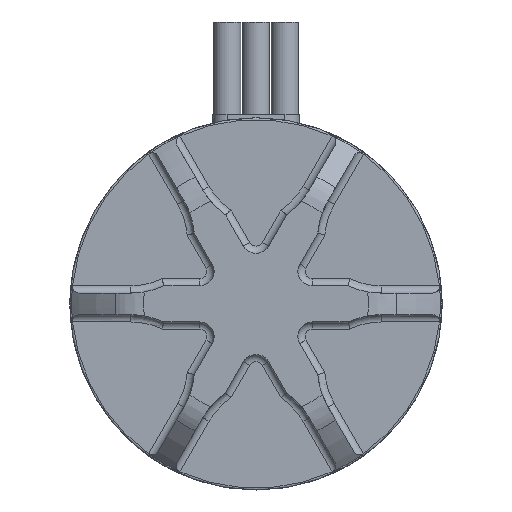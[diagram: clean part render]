
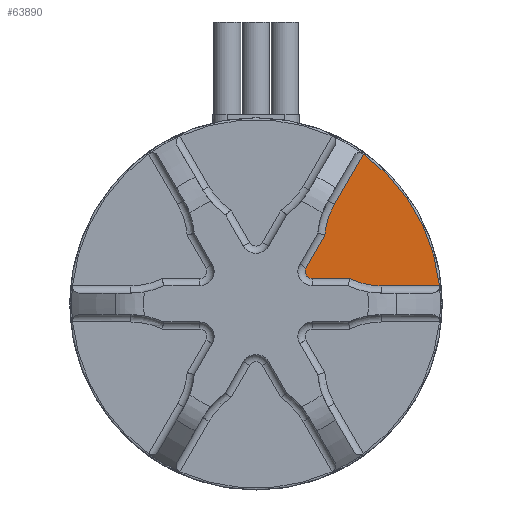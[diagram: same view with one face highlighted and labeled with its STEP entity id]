
A CAD part, front view. The second image highlights one B-rep face of the part: STEP entity #63890.
In plain terms, the highlighted planar face has unit normal (0, -1, 0).
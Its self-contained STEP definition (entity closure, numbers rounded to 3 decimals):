
#52580=CARTESIAN_POINT('',(0.,0.,0.));
#52590=DIRECTION('',(0.,1.,0.));
#52600=DIRECTION('',(0.,0.,1.));
#52610=AXIS2_PLACEMENT_3D('',#52580,#52590,#52600);
#52620=PLANE('',#52610);
#53140=CARTESIAN_POINT('',(0.,0.,0.));
#53150=DIRECTION('',(0.,-1.,0.));
#53160=DIRECTION('',(-1.,0.,0.));
#53170=AXIS2_PLACEMENT_3D('',#53140,#53150,#53160);
#53180=CIRCLE('',#53170,25.5);
#63240=CARTESIAN_POINT('',(25.377,0.,
2.5));
#63250=VERTEX_POINT('',#63240);
#63260=CARTESIAN_POINT('',(14.854,0.,
20.727));
#63270=VERTEX_POINT('',#63260);
#63280=EDGE_CURVE('',#63250,#63270,#53180,.T.);
#63290=ORIENTED_EDGE('',*,*,#63280,.T.);
#63300=CARTESIAN_POINT('',(0.,0.,2.5));
#63310=DIRECTION('',(-1.,0.,0.));
#63320=VECTOR('',#63310,1.);
#63330=LINE('',#63300,#63320);
#63340=CARTESIAN_POINT('',(17.318,0.,2.5));
#63350=VERTEX_POINT('',#63340);
#63360=EDGE_CURVE('',#63250,#63350,#63330,.T.);
#63370=ORIENTED_EDGE('',*,*,#63360,.F.);
#63380=CARTESIAN_POINT('',(17.318,0.,12.4));
#63390=DIRECTION('',(0.,1.,0.));
#63400=DIRECTION('',(1.,0.,0.));
#63410=AXIS2_PLACEMENT_3D('',#63380,#63390,#63400);
#63420=CIRCLE('',#63410,9.9);
#63430=CARTESIAN_POINT('',(12.982,0.,3.5));
#63440=VERTEX_POINT('',#63430);
#63450=EDGE_CURVE('',#63350,#63440,#63420,.T.);
#63460=ORIENTED_EDGE('',*,*,#63450,.F.);
#63470=CARTESIAN_POINT('',(0.,0.,3.5));
#63480=DIRECTION('',(-1.,0.,0.));
#63490=VECTOR('',#63480,1.);
#63500=LINE('',#63470,#63490);
#63510=CARTESIAN_POINT('',(7.794,0.,3.5));
#63520=VERTEX_POINT('',#63510);
#63530=EDGE_CURVE('',#63440,#63520,#63500,.T.);
#63540=ORIENTED_EDGE('',*,*,#63530,.F.);
#63550=CARTESIAN_POINT('',(7.794,0.,4.5));
#63560=DIRECTION('',(0.,1.,0.));
#63570=DIRECTION('',(1.,0.,0.));
#63580=AXIS2_PLACEMENT_3D('',#63550,#63560,#63570);
#63590=CIRCLE('',#63580,1.);
#63600=CARTESIAN_POINT('',(6.928,0.,5.));
#63610=VERTEX_POINT('',#63600);
#63620=EDGE_CURVE('',#63520,#63610,#63590,.T.);
#63630=ORIENTED_EDGE('',*,*,#63620,.F.);
#63640=CARTESIAN_POINT('',(4.041,0.,0.));
#63650=DIRECTION('',(0.5,0.,0.866));
#63660=VECTOR('',#63650,1.);
#63670=LINE('',#63640,#63660);
#63680=CARTESIAN_POINT('',(9.522,0.,
9.493));
#63690=VERTEX_POINT('',#63680);
#63700=EDGE_CURVE('',#63610,#63690,#63670,.T.);
#63710=ORIENTED_EDGE('',*,*,#63700,.F.);
#63720=CARTESIAN_POINT('',(19.398,0.,8.798));
#63730=DIRECTION('',(0.,1.,0.));
#63740=DIRECTION('',(1.,0.,0.));
#63750=AXIS2_PLACEMENT_3D('',#63720,#63730,#63740);
#63760=CIRCLE('',#63750,9.9);
#63770=CARTESIAN_POINT('',(10.824,0.,13.748));
#63780=VERTEX_POINT('',#63770);
#63790=EDGE_CURVE('',#63690,#63780,#63760,.T.);
#63800=ORIENTED_EDGE('',*,*,#63790,.F.);
#63810=CARTESIAN_POINT('',(2.887,0.,0.));
#63820=DIRECTION('',(0.5,0.,0.866));
#63830=VECTOR('',#63820,1.);
#63840=LINE('',#63810,#63830);
#63850=EDGE_CURVE('',#63780,#63270,#63840,.T.);
#63860=ORIENTED_EDGE('',*,*,#63850,.F.);
#63870=EDGE_LOOP('',(#63860,#63800,#63710,#63630,#63540,#63460,#63370,
#63290));
#63880=FACE_OUTER_BOUND('',#63870,.T.);
#63890=ADVANCED_FACE('',(#63880),#52620,.F.);
